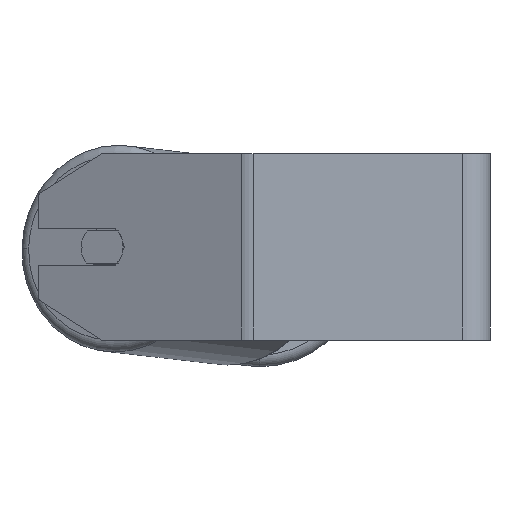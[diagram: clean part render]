
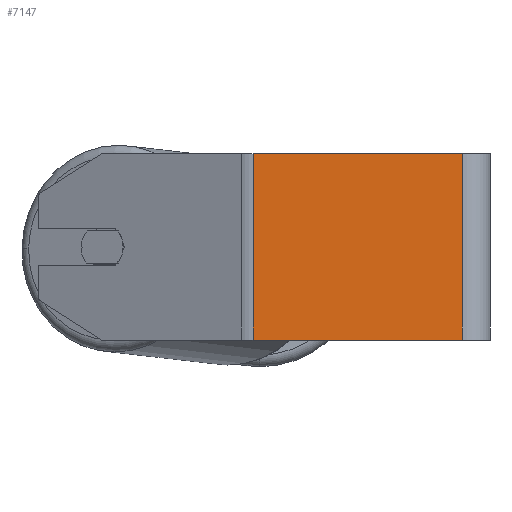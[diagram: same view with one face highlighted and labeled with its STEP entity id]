
A CAD part, left-side view. The second image highlights one B-rep face of the part: STEP entity #7147.
In plain terms, the highlighted planar face has unit normal (-1, 0, 0).
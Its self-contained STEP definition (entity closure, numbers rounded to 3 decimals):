
#50 = ORIENTED_EDGE ( 'NONE', *, *, #368, .T. ) ;
#368 = EDGE_CURVE ( 'NONE', #2827, #3703, #2621, .T. ) ;
#541 = DIRECTION ( 'NONE',  ( 1., 0., 0. ) ) ;
#1193 = LINE ( 'NONE', #6432, #3190 ) ;
#1387 = DIRECTION ( 'NONE',  ( 0., -1., 0. ) ) ;
#1484 = EDGE_LOOP ( 'NONE', ( #50, #7993, #3479, #5507 ) ) ;
#1984 = PLANE ( 'NONE',  #2117 ) ;
#2117 = AXIS2_PLACEMENT_3D ( 'NONE', #3822, #541, #7013 ) ;
#2151 = CARTESIAN_POINT ( 'NONE',  ( -250., 104.514, 40. ) ) ;
#2170 = VECTOR ( 'NONE', #1387, 1000. ) ;
#2451 = FACE_OUTER_BOUND ( 'NONE', #1484, .T. ) ;
#2621 = LINE ( 'NONE', #3312, #2170 ) ;
#2827 = VERTEX_POINT ( 'NONE', #5408 ) ;
#3190 = VECTOR ( 'NONE', #6986, 1000. ) ;
#3204 = CARTESIAN_POINT ( 'NONE',  ( -250., 12., -40. ) ) ;
#3312 = CARTESIAN_POINT ( 'NONE',  ( -250., 104.514, -40. ) ) ;
#3479 = ORIENTED_EDGE ( 'NONE', *, *, #8033, .F. ) ;
#3697 = EDGE_CURVE ( 'NONE', #6060, #3703, #1193, .T. ) ;
#3703 = VERTEX_POINT ( 'NONE', #3204 ) ;
#3822 = CARTESIAN_POINT ( 'NONE',  ( -250., 104.514, 40. ) ) ;
#4056 = LINE ( 'NONE', #2151, #5679 ) ;
#4803 = EDGE_CURVE ( 'NONE', #6635, #2827, #5511, .T. ) ;
#4953 = CARTESIAN_POINT ( 'NONE',  ( -250., 101.853, 40. ) ) ;
#5376 = DIRECTION ( 'NONE',  ( 0., -1., 0. ) ) ;
#5408 = CARTESIAN_POINT ( 'NONE',  ( -250., 101.853, -40. ) ) ;
#5507 = ORIENTED_EDGE ( 'NONE', *, *, #4803, .T. ) ;
#5511 = LINE ( 'NONE', #4953, #7259 ) ;
#5584 = CARTESIAN_POINT ( 'NONE',  ( -250., 101.853, 40. ) ) ;
#5679 = VECTOR ( 'NONE', #5376, 1000. ) ;
#6060 = VERTEX_POINT ( 'NONE', #6780 ) ;
#6432 = CARTESIAN_POINT ( 'NONE',  ( -250., 12., 40. ) ) ;
#6635 = VERTEX_POINT ( 'NONE', #5584 ) ;
#6780 = CARTESIAN_POINT ( 'NONE',  ( -250., 12., 40. ) ) ;
#6986 = DIRECTION ( 'NONE',  ( 0., 0., -1. ) ) ;
#7013 = DIRECTION ( 'NONE',  ( 0., 1., 0. ) ) ;
#7147 = ADVANCED_FACE ( 'NONE', ( #2451 ), #1984, .F. ) ;
#7259 = VECTOR ( 'NONE', #7534, 1000. ) ;
#7534 = DIRECTION ( 'NONE',  ( 0., 0., -1. ) ) ;
#7993 = ORIENTED_EDGE ( 'NONE', *, *, #3697, .F. ) ;
#8033 = EDGE_CURVE ( 'NONE', #6635, #6060, #4056, .T. ) ;
